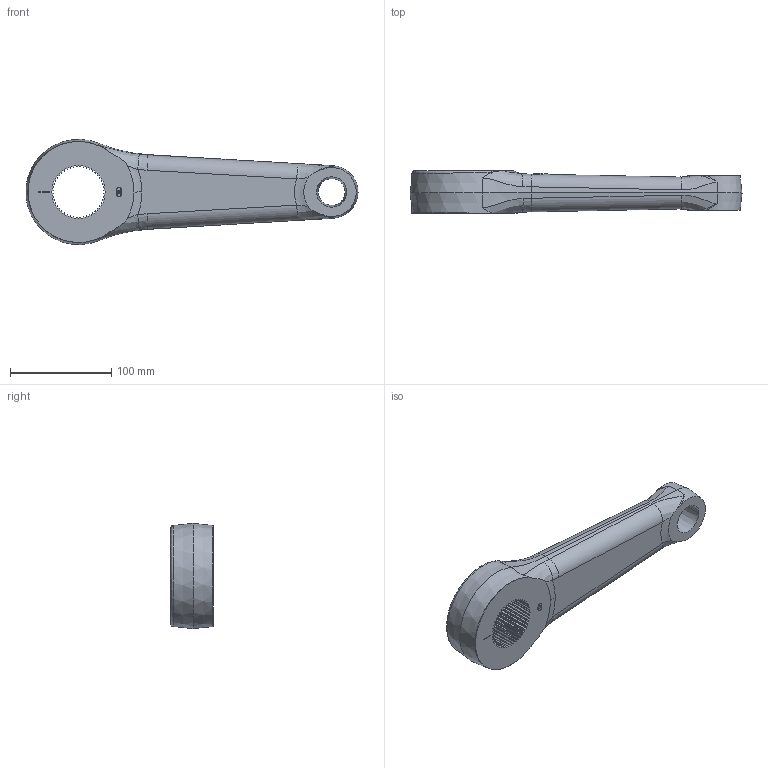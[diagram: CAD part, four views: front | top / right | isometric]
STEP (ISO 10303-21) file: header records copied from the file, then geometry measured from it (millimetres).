
FILE_DESCRIPTION((''),'2;1');
FILE_NAME('49002671','2024-05-29T11:12:20',('Z0247504'),(''),'CREO PARAMETRIC BY PTC INC, 2020184','CREO PARAMETRIC BY PTC INC, 2020184','');
FILE_SCHEMA(('AUTOMOTIVE_DESIGN { 1 0 10303 214 1 1 1 1 }'));
Length unit declared in the file: millimetre
Products named in the file (1): 49002671
Bounding box: 327.81 x 42 x 103.86 mm (x, y, z)
Volume: 684648.8 mm3; surface area: 73386.6 mm2
Topology: 1 solids, 1 shells, 667 faces, 1910 edges, 1265 vertices
Faces by surface type: plane 473, bspline 170, cone 10, cylinder 8, extrusion 4, torus 2
Entity records: 27607 total; most frequent: CARTESIAN_POINT 10723, ORIENTED_EDGE 3820, DIRECTION 2558, EDGE_CURVE 1910, VECTOR 1494, LINE 1490, VERTEX_POINT 1265, EDGE_LOOP 691
